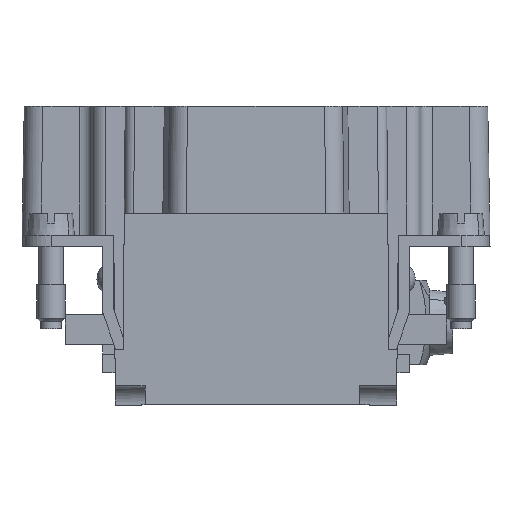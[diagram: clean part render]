
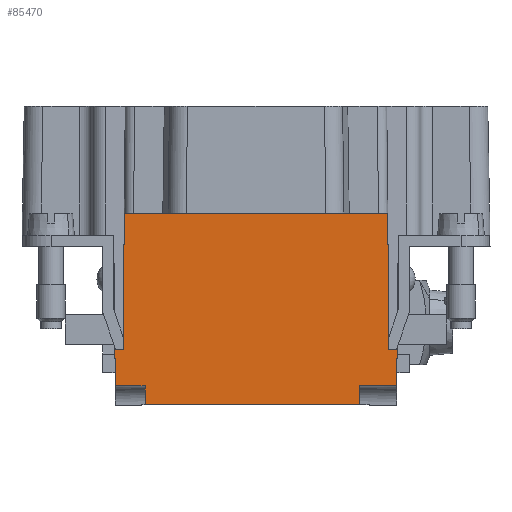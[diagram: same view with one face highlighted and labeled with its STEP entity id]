
A CAD part, left-side view. The second image highlights one B-rep face of the part: STEP entity #85470.
In plain terms, the highlighted face is planar.
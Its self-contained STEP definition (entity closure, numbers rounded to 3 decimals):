
#3840=CARTESIAN_POINT('',(-15.038,-17.15,
29.85));
#3850=VERTEX_POINT('',#3840);
#3880=CARTESIAN_POINT('',(-15.299,-17.15,0.));
#3890=DIRECTION('',(0.009,0.,
1.));
#3900=VECTOR('',#3890,1.);
#3910=LINE('',#3880,#3900);
#3920=CARTESIAN_POINT('',(-15.072,-17.15,
25.95));
#3930=VERTEX_POINT('',#3920);
#3940=EDGE_CURVE('',#3930,#3850,#3910,.T.);
#13210=CARTESIAN_POINT('',(0.,-17.15,29.85));
#13220=DIRECTION('',(-1.,0.,0.));
#13230=VECTOR('',#13220,1.);
#13240=LINE('',#13210,#13230);
#13250=CARTESIAN_POINT('',(15.038,-17.15,
29.85));
#13260=VERTEX_POINT('',#13250);
#13270=CARTESIAN_POINT('',(11.848,-17.15,
29.85));
#13280=VERTEX_POINT('',#13270);
#13290=EDGE_CURVE('',#13260,#13280,#13240,.T.);
#47490=CARTESIAN_POINT('',(14.073,-17.15,
11.45));
#47500=VERTEX_POINT('',#47490);
#47530=CARTESIAN_POINT('',(13.974,-17.15,0.));
#47540=DIRECTION('',(0.009,0.,
1.));
#47550=VECTOR('',#47540,1.);
#47560=LINE('',#47530,#47550);
#47570=CARTESIAN_POINT('',(14.2,-17.15,
25.95));
#47580=VERTEX_POINT('',#47570);
#47590=EDGE_CURVE('',#47500,#47580,#47560,.T.);
#49690=CARTESIAN_POINT('',(11.848,-17.15,0.));
#49700=DIRECTION('',(0.,0.,-1.));
#49710=VECTOR('',#49700,1.);
#49720=LINE('',#49690,#49710);
#49730=CARTESIAN_POINT('',(11.848,-17.15,
31.85));
#49740=VERTEX_POINT('',#49730);
#49750=EDGE_CURVE('',#49740,#13280,#49720,.T.);
#50190=CARTESIAN_POINT('',(-14.073,-17.15,
11.45));
#50200=VERTEX_POINT('',#50190);
#50230=CARTESIAN_POINT('',(0.,-17.15,11.45));
#50240=DIRECTION('',(-1.,0.,0.));
#50250=VECTOR('',#50240,1.);
#50260=LINE('',#50230,#50250);
#50270=EDGE_CURVE('',#47500,#50200,#50260,.T.);
#61590=CARTESIAN_POINT('',(-11.05,-17.15,
31.85));
#61600=VERTEX_POINT('',#61590);
#61630=CARTESIAN_POINT('',(-11.05,-17.15,0.));
#61640=DIRECTION('',(0.,0.,1.));
#61650=VECTOR('',#61640,1.);
#61660=LINE('',#61630,#61650);
#61670=CARTESIAN_POINT('',(-11.05,-17.15,
29.85));
#61680=VERTEX_POINT('',#61670);
#61690=EDGE_CURVE('',#61680,#61600,#61660,.T.);
#65140=CARTESIAN_POINT('',(0.,-17.15,25.95));
#65150=DIRECTION('',(-1.,0.,0.));
#65160=VECTOR('',#65150,1.);
#65170=LINE('',#65140,#65160);
#65180=CARTESIAN_POINT('',(15.072,-17.15,
25.95));
#65190=VERTEX_POINT('',#65180);
#65200=EDGE_CURVE('',#65190,#47580,#65170,.T.);
#65780=CARTESIAN_POINT('',(-14.2,-17.15,
25.95));
#65790=VERTEX_POINT('',#65780);
#65820=CARTESIAN_POINT('',(-13.974,-17.15,0.));
#65830=DIRECTION('',(-0.009,0.,
1.));
#65840=VECTOR('',#65830,1.);
#65850=LINE('',#65820,#65840);
#65860=EDGE_CURVE('',#50200,#65790,#65850,.T.);
#71260=CARTESIAN_POINT('',(0.,-17.15,31.85));
#71270=DIRECTION('',(-1.,0.,0.));
#71280=VECTOR('',#71270,1.);
#71290=LINE('',#71260,#71280);
#71300=EDGE_CURVE('',#49740,#61600,#71290,.T.);
#75900=CARTESIAN_POINT('',(0.,-17.15,29.85));
#75910=DIRECTION('',(-1.,0.,0.));
#75920=VECTOR('',#75910,1.);
#75930=LINE('',#75900,#75920);
#75940=EDGE_CURVE('',#61680,#3850,#75930,.T.);
#76120=CARTESIAN_POINT('',(0.,-17.15,25.95));
#76130=DIRECTION('',(1.,0.,0.));
#76140=VECTOR('',#76130,1.);
#76150=LINE('',#76120,#76140);
#76160=EDGE_CURVE('',#3930,#65790,#76150,.T.);
#85230=CARTESIAN_POINT('',(-15.73,-17.15,
29.85));
#85240=DIRECTION('',(0.,1.,0.));
#85250=DIRECTION('',(1.,0.,0.));
#85260=AXIS2_PLACEMENT_3D('',#85230,#85240,#85250);
#85270=PLANE('',#85260);
#85280=ORIENTED_EDGE('',*,*,#65200,.F.);
#85290=ORIENTED_EDGE('',*,*,#47590,.T.);
#85300=ORIENTED_EDGE('',*,*,#50270,.F.);
#85310=ORIENTED_EDGE('',*,*,#65860,.F.);
#85320=ORIENTED_EDGE('',*,*,#76160,.T.);
#85330=ORIENTED_EDGE('',*,*,#3940,.F.);
#85340=ORIENTED_EDGE('',*,*,#75940,.T.);
#85350=ORIENTED_EDGE('',*,*,#61690,.F.);
#85360=ORIENTED_EDGE('',*,*,#71300,.T.);
#85370=ORIENTED_EDGE('',*,*,#49750,.F.);
#85380=ORIENTED_EDGE('',*,*,#13290,.T.);
#85390=CARTESIAN_POINT('',(15.299,-17.15,0.));
#85400=DIRECTION('',(-0.009,0.,
1.));
#85410=VECTOR('',#85400,1.);
#85420=LINE('',#85390,#85410);
#85430=EDGE_CURVE('',#65190,#13260,#85420,.T.);
#85440=ORIENTED_EDGE('',*,*,#85430,.T.);
#85450=EDGE_LOOP('',(#85440,#85380,#85370,#85360,#85350,#85340,#85330,
#85320,#85310,#85300,#85290,#85280));
#85460=FACE_OUTER_BOUND('',#85450,.T.);
#85470=ADVANCED_FACE('',(#85460),#85270,.F.);
